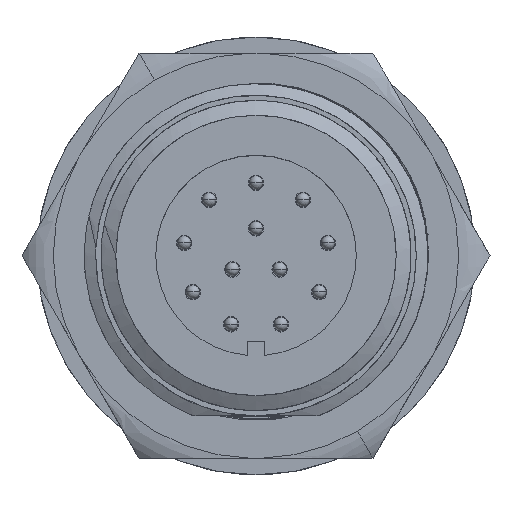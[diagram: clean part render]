
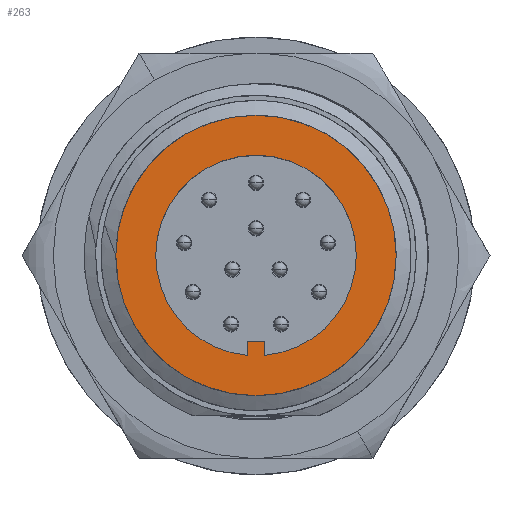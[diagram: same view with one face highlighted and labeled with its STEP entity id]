
A CAD part, top view. The second image highlights one B-rep face of the part: STEP entity #263.
In plain terms, the highlighted planar face has unit normal (0, 0, 1).
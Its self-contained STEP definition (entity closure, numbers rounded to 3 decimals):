
#263=ADVANCED_FACE('',(#1798,#1799),#1800,.T.);
#1798=FACE_OUTER_BOUND('',#4743,.T.);
#1799=FACE_BOUND('',#4744,.T.);
#1800=PLANE('',#4745);
#4743=EDGE_LOOP('',(#12440,#12441));
#4744=EDGE_LOOP('',(#12442,#12443,#12444,#12445,#12446,#12447));
#4745=AXIS2_PLACEMENT_3D('',#12448,#12449,#12450);
#12440=ORIENTED_EDGE('',*,*,#23200,.T.);
#12441=ORIENTED_EDGE('',*,*,#23201,.F.);
#12442=ORIENTED_EDGE('',*,*,#23199,.T.);
#12443=ORIENTED_EDGE('',*,*,#23197,.T.);
#12444=ORIENTED_EDGE('',*,*,#23195,.T.);
#12445=ORIENTED_EDGE('',*,*,#22901,.T.);
#12446=ORIENTED_EDGE('',*,*,#23194,.T.);
#12447=ORIENTED_EDGE('',*,*,#22899,.T.);
#12448=CARTESIAN_POINT('',(0.0,0.0,9.7));
#12449=DIRECTION('',(0.0,0.0,1.0));
#12450=DIRECTION('',(1.0,-0.0,0.0));
#22899=EDGE_CURVE('',#26571,#26575,#26577,.T.);
#22901=EDGE_CURVE('',#26581,#26578,#26582,.T.);
#23194=EDGE_CURVE('',#26578,#26571,#27087,.T.);
#23195=EDGE_CURVE('',#27088,#26581,#27089,.T.);
#23197=EDGE_CURVE('',#27091,#27088,#27092,.T.);
#23199=EDGE_CURVE('',#26575,#27091,#27094,.T.);
#23200=EDGE_CURVE('',#27095,#27096,#27097,.T.);
#23201=EDGE_CURVE('',#27095,#27096,#27098,.T.);
#26571=VERTEX_POINT('',#32967);
#26575=VERTEX_POINT('',#32972);
#26577=CIRCLE('',#32975,5.5);
#26578=VERTEX_POINT('',#32976);
#26581=VERTEX_POINT('',#32980);
#26582=CIRCLE('',#32981,5.5);
#27087=CIRCLE('',#33770,5.5);
#27088=VERTEX_POINT('',#33771);
#27089=LINE('',#33772,#33773);
#27091=VERTEX_POINT('',#33776);
#27092=LINE('',#33777,#33778);
#27094=LINE('',#33781,#33782);
#27095=VERTEX_POINT('',#33783);
#27096=VERTEX_POINT('',#33784);
#27097=CIRCLE('',#33785,7.69);
#27098=CIRCLE('',#33786,7.69);
#32967=CARTESIAN_POINT('',(5.5,0.,9.7));
#32972=CARTESIAN_POINT('',(0.475,-5.479,9.7));
#32975=AXIS2_PLACEMENT_3D('',#46827,#46828,#46829);
#32976=CARTESIAN_POINT('',(-5.5,0.,9.7));
#32980=CARTESIAN_POINT('',(-0.475,-5.479,9.7));
#32981=AXIS2_PLACEMENT_3D('',#46831,#46832,#46833);
#33770=AXIS2_PLACEMENT_3D('',#47450,#47451,#47452);
#33771=CARTESIAN_POINT('',(-0.475,-4.7,9.7));
#33772=CARTESIAN_POINT('',(-0.475,-4.7,9.7));
#33773=VECTOR('',#47453,0.779);
#33776=CARTESIAN_POINT('',(0.475,-4.7,9.7));
#33777=CARTESIAN_POINT('',(0.475,-4.7,9.7));
#33778=VECTOR('',#47455,0.95);
#33781=CARTESIAN_POINT('',(0.475,-5.479,9.7));
#33782=VECTOR('',#47457,0.779);
#33783=CARTESIAN_POINT('',(7.69,0.0,9.7));
#33784=CARTESIAN_POINT('',(-7.69,0.0,9.7));
#33785=AXIS2_PLACEMENT_3D('',#47458,#47459,#47460);
#33786=AXIS2_PLACEMENT_3D('',#47461,#47462,#47463);
#46827=CARTESIAN_POINT('',(0.0,0.0,9.7));
#46828=DIRECTION('',(-0.0,0.0,-1.0));
#46829=DIRECTION('',(-0.086,-0.996,0.0));
#46831=CARTESIAN_POINT('',(0.0,0.0,9.7));
#46832=DIRECTION('',(-0.0,0.0,-1.0));
#46833=DIRECTION('',(-0.086,-0.996,0.0));
#47450=CARTESIAN_POINT('',(0.0,0.0,9.7));
#47451=DIRECTION('',(-0.0,0.0,-1.0));
#47452=DIRECTION('',(-0.086,-0.996,0.0));
#47453=DIRECTION('',(0.0,-1.0,0.0));
#47455=DIRECTION('',(-1.0,0.0,0.0));
#47457=DIRECTION('',(0.0,1.0,0.0));
#47458=CARTESIAN_POINT('',(0.0,0.0,9.7));
#47459=DIRECTION('',(0.0,0.0,1.0));
#47460=DIRECTION('',(1.0,0.0,0.0));
#47461=CARTESIAN_POINT('',(0.0,0.0,9.7));
#47462=DIRECTION('',(0.0,0.0,-1.0));
#47463=DIRECTION('',(1.0,0.0,0.0));
